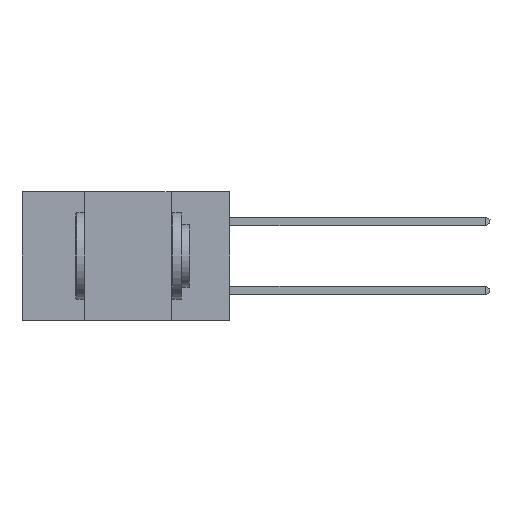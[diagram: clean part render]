
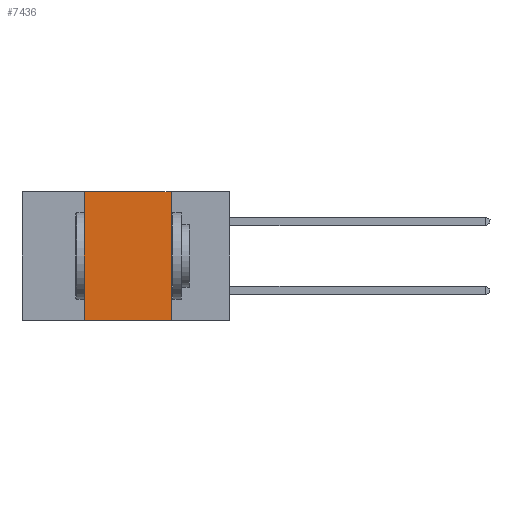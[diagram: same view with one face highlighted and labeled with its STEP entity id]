
A CAD part, left-side view. The second image highlights one B-rep face of the part: STEP entity #7436.
In plain terms, the highlighted planar face has unit normal (-1, 0, 0).
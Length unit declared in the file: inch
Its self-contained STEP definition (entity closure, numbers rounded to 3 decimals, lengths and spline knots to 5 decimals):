
#380 = ORIENTED_EDGE ( 'NONE', *, *, #2349, .F. ) ;
#642 = CARTESIAN_POINT ( 'NONE',  ( 0., 0.17, -0.37 ) ) ;
#695 = VECTOR ( 'NONE', #4218, 39.37008 ) ;
#743 = AXIS2_PLACEMENT_3D ( 'NONE', #8604, #924, #10159 ) ;
#924 = DIRECTION ( 'NONE',  ( 1., 0., 0. ) ) ;
#1046 = CARTESIAN_POINT ( 'NONE',  ( 0., 0.17, -0.37 ) ) ;
#1312 = DIRECTION ( 'NONE',  ( 0., -1., 0. ) ) ;
#1678 = LINE ( 'NONE', #7743, #7367 ) ;
#1729 = LINE ( 'NONE', #1046, #695 ) ;
#1884 = CARTESIAN_POINT ( 'NONE',  ( 0., 0.42, -0.37 ) ) ;
#1888 = CARTESIAN_POINT ( 'NONE',  ( 0., 0.42, 0. ) ) ;
#1981 = ORIENTED_EDGE ( 'NONE', *, *, #3264, .F. ) ;
#2253 = VERTEX_POINT ( 'NONE', #642 ) ;
#2349 = EDGE_CURVE ( 'NONE', #9393, #2253, #1729, .T. ) ;
#2649 = CARTESIAN_POINT ( 'NONE',  ( 0., 0.42, -0.37 ) ) ;
#2667 = DIRECTION ( 'NONE',  ( 0., 0., 1. ) ) ;
#3264 = EDGE_CURVE ( 'NONE', #5756, #9259, #6576, .T. ) ;
#3466 = EDGE_CURVE ( 'NONE', #9259, #9393, #1678, .T. ) ;
#4218 = DIRECTION ( 'NONE',  ( 0., 0., -1. ) ) ;
#4426 = VECTOR ( 'NONE', #2667, 39.37008 ) ;
#5450 = EDGE_CURVE ( 'NONE', #5756, #2253, #10062, .T. ) ;
#5756 = VERTEX_POINT ( 'NONE', #2649 ) ;
#6168 = DIRECTION ( 'NONE',  ( 0., -1., 0. ) ) ;
#6221 = CARTESIAN_POINT ( 'NONE',  ( 0., 0.17, 0. ) ) ;
#6576 = LINE ( 'NONE', #1884, #4426 ) ;
#6760 = VECTOR ( 'NONE', #1312, 39.37008 ) ;
#7168 = FACE_OUTER_BOUND ( 'NONE', #9810, .T. ) ;
#7366 = ORIENTED_EDGE ( 'NONE', *, *, #5450, .T. ) ;
#7367 = VECTOR ( 'NONE', #6168, 39.37008 ) ;
#7436 = ADVANCED_FACE ( 'NONE', ( #7168 ), #8743, .F. ) ;
#7743 = CARTESIAN_POINT ( 'NONE',  ( 0., 0.6, 0. ) ) ;
#8354 = CARTESIAN_POINT ( 'NONE',  ( 0., 0.6, -0.37 ) ) ;
#8604 = CARTESIAN_POINT ( 'NONE',  ( 0., 0.6, 0. ) ) ;
#8743 = PLANE ( 'NONE',  #743 ) ;
#9259 = VERTEX_POINT ( 'NONE', #1888 ) ;
#9393 = VERTEX_POINT ( 'NONE', #6221 ) ;
#9810 = EDGE_LOOP ( 'NONE', ( #380, #9811, #1981, #7366 ) ) ;
#9811 = ORIENTED_EDGE ( 'NONE', *, *, #3466, .F. ) ;
#10062 = LINE ( 'NONE', #8354, #6760 ) ;
#10159 = DIRECTION ( 'NONE',  ( 0., 0., -1. ) ) ;
